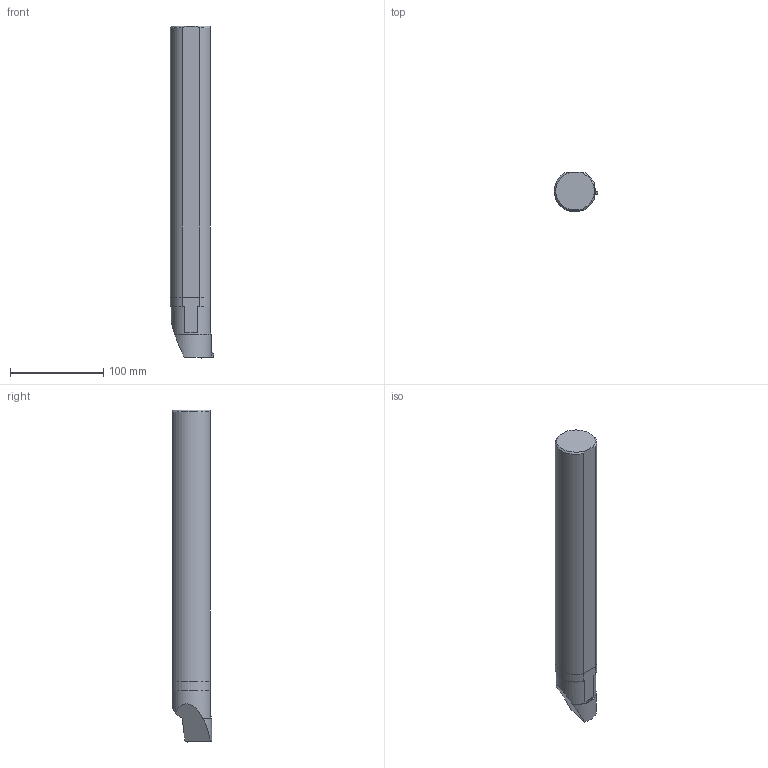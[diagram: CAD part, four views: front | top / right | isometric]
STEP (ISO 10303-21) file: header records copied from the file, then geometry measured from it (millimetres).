
FILE_DESCRIPTION(/* description */ (''),/* implementation_level */ '2;1');
FILE_NAME(/* name */ 'CNL0017514-16AHD.stp',/* time_stamp */ '2018-03-29T15:40:05+05:00',/* author */ (''),/* organization */ (''),/* preprocessor_version */ 'ST-DEVELOPER v16',/* originating_system */ 'SIEMENS PLM Software NX 11.0',/* authorisation */ '');
FILE_SCHEMA (('AUTOMOTIVE_DESIGN { 1 0 10303 214 3 1 1 1 }'));
Length unit declared in the file: millimetre
Products named in the file (1): CNL0017514-16AHD
Bounding box: 46.52 x 41.94 x 355.66 mm (x, y, z)
Volume: 501590.4 mm3; surface area: 53704.3 mm2
Topology: 3 solids, 3 shells, 51 faces, 135 edges, 90 vertices
Faces by surface type: plane 36, cylinder 11, cone 3, bspline 1
Entity records: 1668 total; most frequent: CARTESIAN_POINT 305, DIRECTION 274, ORIENTED_EDGE 270, EDGE_CURVE 135, LINE 92, VECTOR 92, AXIS2_PLACEMENT_3D 91, VERTEX_POINT 90
